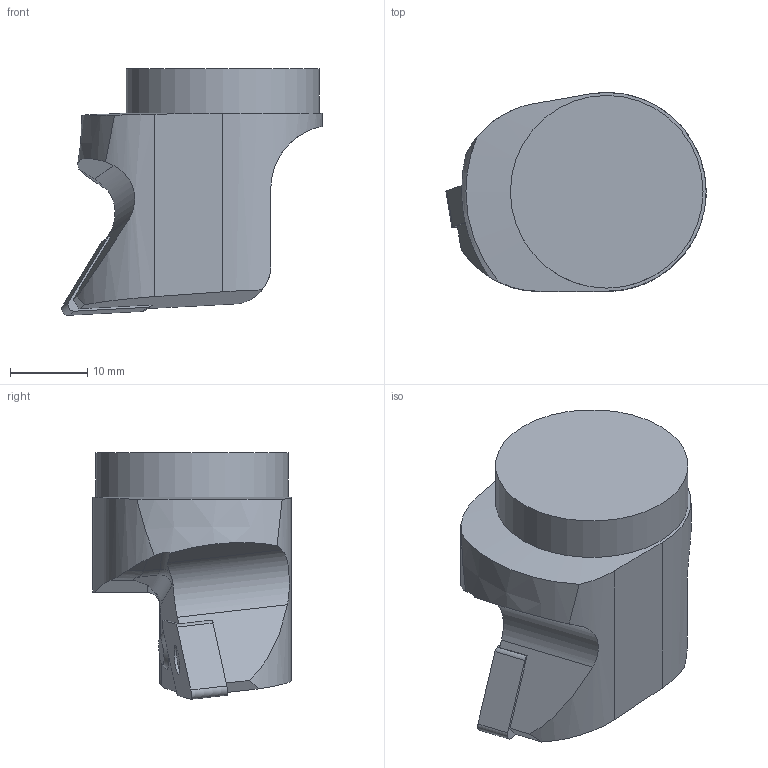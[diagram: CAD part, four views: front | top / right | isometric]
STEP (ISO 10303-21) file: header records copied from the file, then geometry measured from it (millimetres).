
FILE_DESCRIPTION(/* description */ (''),/* implementation_level */ '2;1');
FILE_NAME(/* name */ '1642251015148.stp',/* time_stamp */ '2022-01-15T18:20:52+06:00',/* author */ (''),/* organization */ ('SMS'),/* preprocessor_version */ 'ST-DEVELOPER v16.7',/* originating_system */ 'SIEMENS PLM Software NX 12.0',/* authorisation */ '');
FILE_SCHEMA (('AUTOMOTIVE_DESIGN { 1 0 10303 214 3 1 1 1 }'));
Length unit declared in the file: millimetre
Products named in the file (4): IsoTurningInsert; ASSEMBLY_CONSTRUCTION; 201796602mod000_01; 201796600mod000_01
Assembly tree (3 placements, depth 2):
  201796600mod000_01
    201796602mod000_01
    ASSEMBLY_CONSTRUCTION
    IsoTurningInsert
Bounding box: 33.77 x 25.8 x 32 mm (x, y, z)
Volume: 13817.5 mm3; surface area: 4176.3 mm2
Topology: 2 solids, 2 shells, 59 faces, 157 edges, 111 vertices
Faces by surface type: cylinder 26, plane 26, torus 4, cone 3
Full cylindrical faces by diameter (mm): 3.81 x2, 25 x1
Entity records: 2138 total; most frequent: CARTESIAN_POINT 513, DIRECTION 323, ORIENTED_EDGE 294, EDGE_CURVE 147, AXIS2_PLACEMENT_3D 130, VERTEX_POINT 99, EDGE_LOOP 68, LINE 63
